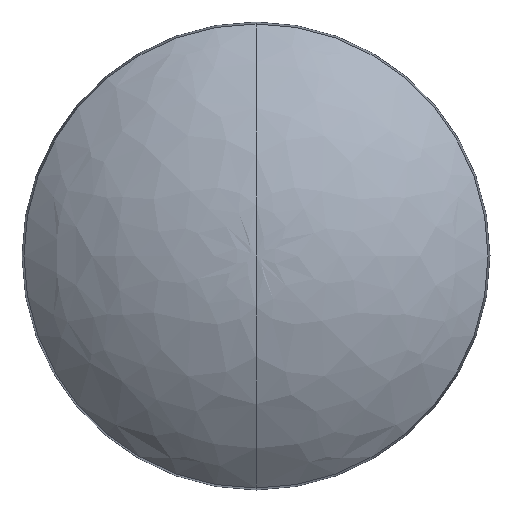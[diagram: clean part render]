
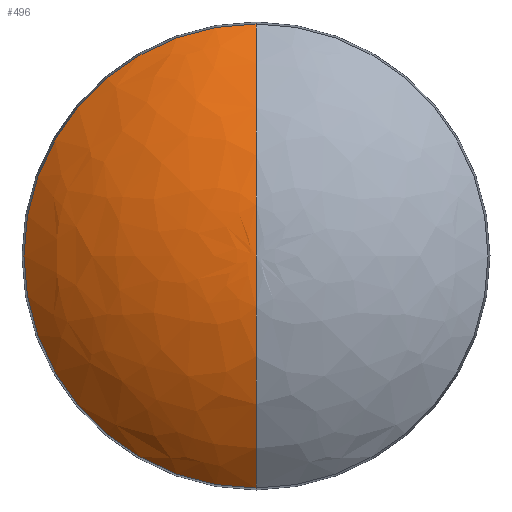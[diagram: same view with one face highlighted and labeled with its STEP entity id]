
A CAD part, front view. The second image highlights one B-rep face of the part: STEP entity #496.
In plain terms, the highlighted free-form (B-spline) face has degree [3, 3] with [7, 4] control points.
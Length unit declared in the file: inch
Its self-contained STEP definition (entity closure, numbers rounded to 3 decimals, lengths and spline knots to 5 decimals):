
#1=CARTESIAN_POINT('',(0.,-0.01547,0.));
#2=DIRECTION('',(0.,-1.,0.));
#3=DIRECTION('',(0.,0.,1.));
#4=AXIS2_PLACEMENT_3D('',#1,#2,#3);
#6=CARTESIAN_POINT('',(0.,0.04971,0.00276));
#7=DIRECTION('',(1.,0.,0.));
#8=DIRECTION('',(0.,-0.726,0.688));
#9=AXIS2_PLACEMENT_3D('',#6,#7,#8);
#16=CARTESIAN_POINT('',(0.,0.04971,-0.00276));
#17=DIRECTION('',(-1.,0.,0.));
#18=DIRECTION('',(0.,-0.726,-0.688));
#19=AXIS2_PLACEMENT_3D('',#16,#17,#18);
#409=CARTESIAN_POINT('',(0.,-0.01547,0.06446));
#410=CARTESIAN_POINT('',(0.,-0.04,0.));
#411=VERTEX_POINT('',#409);
#412=VERTEX_POINT('',#410);
#415=CARTESIAN_POINT('',(0.,-0.01547,-0.06446));
#416=VERTEX_POINT('',#415);
#459=CARTESIAN_POINT('',(0.00411,-0.01448,
0.06535));
#460=CARTESIAN_POINT('',(0.003,-0.03178,
0.04769));
#461=CARTESIAN_POINT('',(0.00155,-0.04076,
0.02468));
#462=CARTESIAN_POINT('',(0.,-0.04,0.));
#463=CARTESIAN_POINT('',(-0.03611,-0.01448,
0.06788));
#464=CARTESIAN_POINT('',(-0.02635,-0.03178,
0.04954));
#465=CARTESIAN_POINT('',(-0.01364,-0.04076,
0.02564));
#466=CARTESIAN_POINT('',(0.,-0.04,0.));
#467=CARTESIAN_POINT('',(-0.06548,-0.01448,
0.0403));
#468=CARTESIAN_POINT('',(-0.04778,-0.03178,
0.02941));
#469=CARTESIAN_POINT('',(-0.02473,-0.04076,
0.01522));
#470=CARTESIAN_POINT('',(0.,-0.04,0.));
#471=CARTESIAN_POINT('',(-0.06548,-0.01448,0.));
#472=CARTESIAN_POINT('',(-0.04778,-0.03178,0.));
#473=CARTESIAN_POINT('',(-0.02473,-0.04076,0.));
#474=CARTESIAN_POINT('',(0.,-0.04,0.));
#475=CARTESIAN_POINT('',(-0.06548,-0.01448,
-0.0403));
#476=CARTESIAN_POINT('',(-0.04778,-0.03178,
-0.02941));
#477=CARTESIAN_POINT('',(-0.02473,-0.04076,
-0.01522));
#478=CARTESIAN_POINT('',(0.,-0.04,0.));
#479=CARTESIAN_POINT('',(-0.03611,-0.01448,
-0.06788));
#480=CARTESIAN_POINT('',(-0.02635,-0.03178,
-0.04954));
#481=CARTESIAN_POINT('',(-0.01364,-0.04076,
-0.02564));
#482=CARTESIAN_POINT('',(0.,-0.04,0.));
#483=CARTESIAN_POINT('',(0.00411,-0.01448,
-0.06535));
#484=CARTESIAN_POINT('',(0.003,-0.03178,
-0.04769));
#485=CARTESIAN_POINT('',(0.00155,-0.04076,
-0.02468));
#486=CARTESIAN_POINT('',(0.,-0.04,0.));
#487=(BOUNDED_SURFACE()B_SPLINE_SURFACE(3,3,((#459,#460,#461,#462),(#463,#464,
#465,#466),(#467,#468,#469,#470),(#471,#472,#473,#474),(#475,#476,#477,#478),(
#479,#480,#481,#482),(#483,#484,#485,#486)),.UNSPECIFIED.,.F.,.F.,.F.)B_SPLINE_SURFACE_WITH_KNOTS((4,3,4),(4,4),(0.,1.,2.),(0.,1.),.UNSPECIFIED.)GEOMETRIC_REPRESENTATION_ITEM()RATIONAL_B_SPLINE_SURFACE(((1.237,
1.171,1.171,1.237),(0.977,
0.925,0.925,0.977),(0.977,
0.925,0.925,0.977),(1.237,
1.171,1.171,1.237),(0.977,
0.925,0.925,0.977),(0.977,
0.925,0.925,0.977),(1.237,
1.171,1.171,1.237)))REPRESENTATION_ITEM('')SURFACE());
#489=ORIENTED_EDGE('',*,*,#488,.T.);
#491=ORIENTED_EDGE('',*,*,#490,.F.);
#493=ORIENTED_EDGE('',*,*,#492,.F.);
#494=EDGE_LOOP('',(#489,#491,#493));
#495=FACE_OUTER_BOUND('',#494,.F.);
#496=ADVANCED_FACE('',(#495),#487,.T.);
#5=CIRCLE('',#4,0.06446);
#10=CIRCLE('',#9,0.08975);
#20=CIRCLE('',#19,0.08975);
#488=EDGE_CURVE('',#411,#412,#10,.T.);
#490=EDGE_CURVE('',#416,#412,#20,.T.);
#492=EDGE_CURVE('',#411,#416,#5,.T.);
